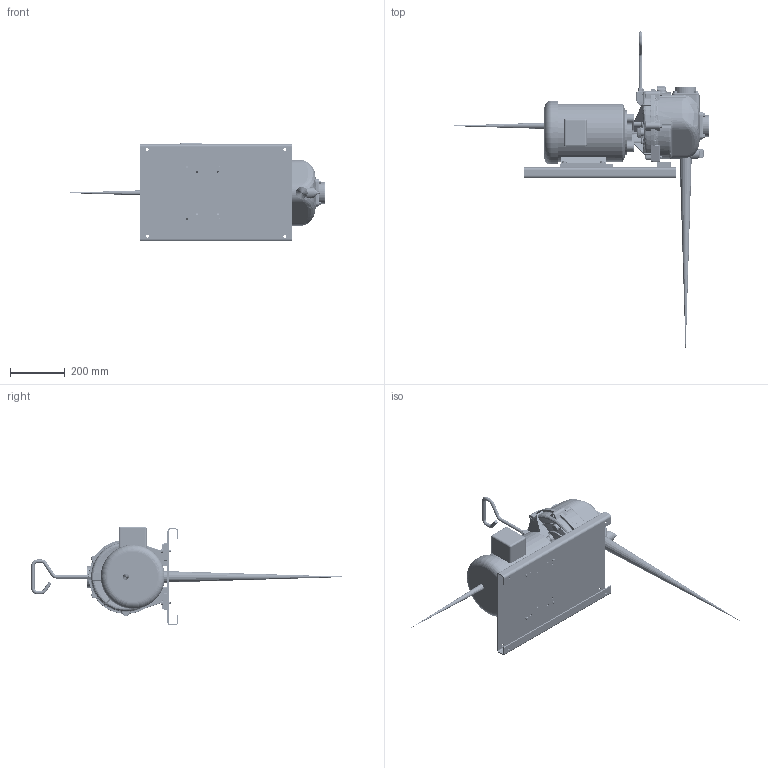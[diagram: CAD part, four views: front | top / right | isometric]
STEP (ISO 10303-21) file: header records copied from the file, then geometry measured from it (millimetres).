
FILE_DESCRIPTION(/* description */ (''),/* implementation_level */ '2;1');
FILE_NAME(/* name */ '222PIE51.stp',/* time_stamp */ '2019-08-13T10:33:35-04:00',/* author */ ('mclevenger'),/* organization */ (''),/* preprocessor_version */ 'ST-DEVELOPER v17.2',/* originating_system */ 'Autodesk Inventor 2019',/* authorisation */ '');
FILE_SCHEMA (('AUTOMOTIVE_DESIGN { 1 0 10303 214 3 1 1 }'));
Products named in the file (34): 222PIE51; 12046; 12046X; I516018072; 12705; 12715A; 12717; 12719A; 12733V; 12733V_1; 12710V; 12765A; A204; 12901; 12902A; 13777; 13778; 15022; 15702; 15703; 15712; 15712X; 17013; 17000; 17019; 15772; 17010; 17029; 17701; 17704; BEM51-182CZ; V10118; V20018; 15751
Assembly tree (95 placements, depth 3):
  222PIE51
    12046
      12046X
      I516018072  x4
    12705
    12715A  x9
    12717  x4
    12719A
    12733V
      12733V_1
      12710V
    12765A
    A204
    12901  x4
    12902A
    13777  x2
    13778  x2
    15022
    15702
    15703
    15712
      15712X
      17013  x2
      17000  x2
      17019  x8
      V10118  x8
    15751  x2
    15772
    17010
    17029  x4
    17701
    17704  x8
    BEM51-182CZ
    V10118  x9
    V20018  x8
Bounding box: 972.1 x 1176.17 x 361.7 mm (x, y, z)
Volume: 16803503.3 mm3; surface area: 2484535.1 mm2
Topology: 93 solids, 93 shells, 10440 faces, 24884 edges, 14816 vertices
Faces by surface type: cylinder 3642, cone 2579, plane 2290, bspline 1507, torus 386, sphere 36
Full cylindrical faces by diameter (mm): 6.401 x12, 6.65 x26, 6.782 x10, 7.798 x16, 7.938 x8, 8.204 x15, 8.731 x10, 9.128 x12, 9.398 x4, 9.652 x4, 10.185 x4, 10.319 x4, 10.373 x21, 10.414 x14, 10.592 x1, 10.795 x4, 11.112 x1, 11.151 x4, 12.7 x10, 17.399 x1, 17.475 x4, 17.78 x2, 19.025 x1, 19.05 x1, 20.701 x4, 20.955 x1, 22.225 x4, 23.767 x13, 25.4 x5, 29.21 x1
Entity records: 198981 total; most frequent: CARTESIAN_POINT 96313, ORIENTED_EDGE 22860, DIRECTION 18425, EDGE_CURVE 11430, VERTEX_POINT 7175, AXIS2_PLACEMENT_3D 6998, EDGE_LOOP 4847, ADVANCED_FACE 4485
